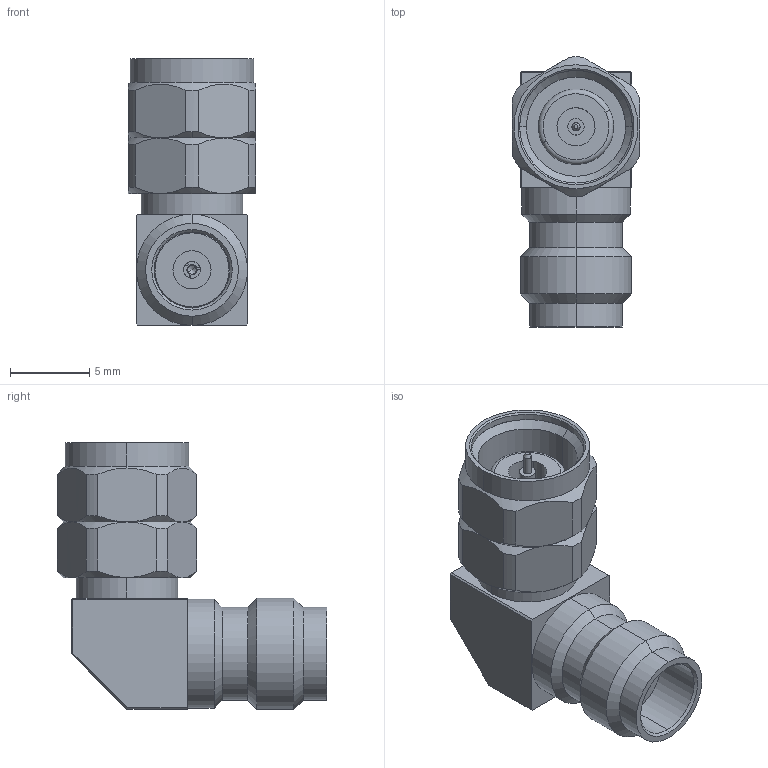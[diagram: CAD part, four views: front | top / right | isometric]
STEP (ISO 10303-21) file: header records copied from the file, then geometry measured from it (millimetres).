
FILE_DESCRIPTION (( 'STEP AP214' ), '1' );
FILE_NAME ('CT-2F2M-R-LN1.STEP', '2025-01-15T22:53:54', ( '' ), ( '' ), 'SwSTEP 2.0', 'SolidWorks 2021', '' );
FILE_SCHEMA (( 'AUTOMOTIVE_DESIGN' ));
Length unit declared in the file: inch
Products named in the file (1): CT-2F2M-R-LN1
Bounding box: 8 x 16.99 x 16.8 mm (x, y, z)
Volume: 866.8 mm3; surface area: 1235.7 mm2
Topology: 1 solids, 5 shells, 195 faces, 443 edges, 270 vertices
Faces by surface type: plane 69, cylinder 68, cone 56, torus 2
Entity records: 5925 total; most frequent: CARTESIAN_POINT 1449, DIRECTION 983, ORIENTED_EDGE 882, EDGE_CURVE 441, AXIS2_PLACEMENT_3D 396, VERTEX_POINT 270, EDGE_LOOP 215, CIRCLE 200
